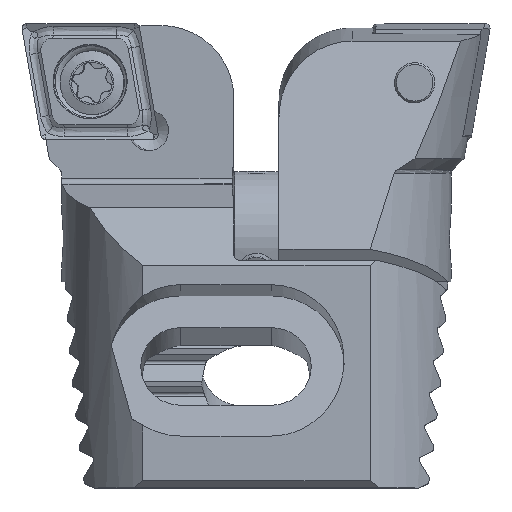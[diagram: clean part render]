
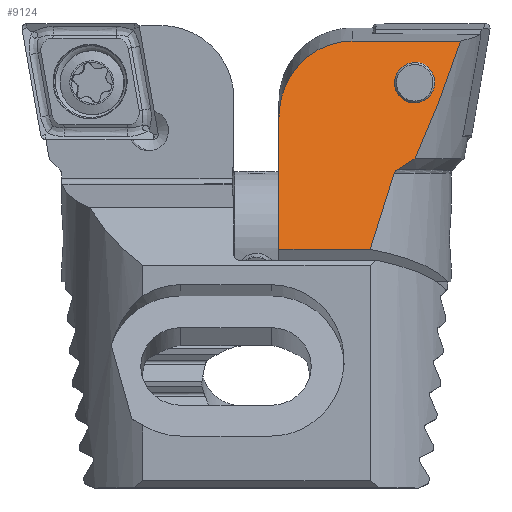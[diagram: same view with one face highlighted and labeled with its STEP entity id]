
A CAD part, top view. The second image highlights one B-rep face of the part: STEP entity #9124.
In plain terms, the highlighted face is planar.
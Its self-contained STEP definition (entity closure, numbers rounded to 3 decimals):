
#151 = CARTESIAN_POINT ( 'NONE',  ( 39., -1.456, -8.417 ) ) ;
#221 = EDGE_CURVE ( 'NONE', #5469, #10558, #10659, .T. ) ;
#229 = ORIENTED_EDGE ( 'NONE', *, *, #1118, .T. ) ;
#291 =( BOUNDED_CURVE ( )  B_SPLINE_CURVE ( 3, ( #11666, #2639, #5293, #6158, #9820, #1561, #4379 ),
 .UNSPECIFIED., .T., .T. ) 
 B_SPLINE_CURVE_WITH_KNOTS ( ( 4, 3, 4 ),
 ( 0., 3.142, 6.283 ),
 .UNSPECIFIED. ) 
 CURVE ( )  GEOMETRIC_REPRESENTATION_ITEM ( )  RATIONAL_B_SPLINE_CURVE ( ( 1., 0.333, 0.333, 1., 0.333, 0.333, 1. ) ) 
 REPRESENTATION_ITEM ( '' )  );
#491 = CARTESIAN_POINT ( 'NONE',  ( 9.923, -18.561, -13. ) ) ;
#510 = ORIENTED_EDGE ( 'NONE', *, *, #6852, .F. ) ;
#573 = CARTESIAN_POINT ( 'NONE',  ( 2.5, -1.456, -8.417 ) ) ;
#656 = ORIENTED_EDGE ( 'NONE', *, *, #3297, .T. ) ;
#771 = ORIENTED_EDGE ( 'NONE', *, *, #221, .T. ) ;
#912 = PLANE ( 'NONE',  #6611 ) ;
#1118 = EDGE_CURVE ( 'NONE', #7601, #7601, #291, .T. ) ;
#1132 = VERTEX_POINT ( 'NONE', #7357 ) ;
#1271 = CARTESIAN_POINT ( 'NONE',  ( 7.211, -11.732, -11.17 ) ) ;
#1273 = CARTESIAN_POINT ( 'NONE',  ( 17.4, -18.561, -13. ) ) ;
#1462 = VECTOR ( 'NONE', #2620, 1000. ) ;
#1560 = ORIENTED_EDGE ( 'NONE', *, *, #5245, .T. ) ;
#1561 = CARTESIAN_POINT ( 'NONE',  ( 9.163, -2.631, -8.732 ) ) ;
#1564 = VERTEX_POINT ( 'NONE', #573 ) ;
#1883 = CARTESIAN_POINT ( 'NONE',  ( 6.232, -11.105, -11.002 ) ) ;
#1989 = CARTESIAN_POINT ( 'NONE',  ( 39., -18.561, -13. ) ) ;
#2102 = CARTESIAN_POINT ( 'NONE',  ( 17.4, -7.707, -10.092 ) ) ;
#2160 = CARTESIAN_POINT ( 'NONE',  ( 6.719, -11.422, -11.087 ) ) ;
#2620 = DIRECTION ( 'NONE',  ( 0., 0.966, 0.259 ) ) ;
#2639 = CARTESIAN_POINT ( 'NONE',  ( 2.694, -3.896, -9.071 ) ) ;
#3089 = CARTESIAN_POINT ( 'NONE',  ( 11.4, -1.456, -8.417 ) ) ;
#3297 = EDGE_CURVE ( 'NONE', #9324, #1132, #10798, .T. ) ;
#4379 = CARTESIAN_POINT ( 'NONE',  ( 5.928, -3.263, -8.901 ) ) ;
#4615 = EDGE_LOOP ( 'NONE', ( #229 ) ) ;
#4622 = CARTESIAN_POINT ( 'NONE',  ( 6.232, -11.105, -11.002 ) ) ;
#4868 = ORIENTED_EDGE ( 'NONE', *, *, #7760, .F. ) ;
#5035 = CARTESIAN_POINT ( 'NONE',  ( 7.71, -12.033, -11.251 ) ) ;
#5162 = FACE_OUTER_BOUND ( 'NONE', #7437, .T. ) ;
#5199 = ORIENTED_EDGE ( 'NONE', *, *, #8210, .T. ) ;
#5245 = EDGE_CURVE ( 'NONE', #8671, #1564, #7234, .T. ) ;
#5293 = CARTESIAN_POINT ( 'NONE',  ( 3.373, -7.135, -9.938 ) ) ;
#5306 = LINE ( 'NONE', #7173, #1462 ) ;
#5358 = CARTESIAN_POINT ( 'NONE',  ( 8.561, -14.594, -11.937 ) ) ;
#5396 = DIRECTION ( 'NONE',  ( 0., -0.966, -0.259 ) ) ;
#5469 = VERTEX_POINT ( 'NONE', #1273 ) ;
#5539 = CARTESIAN_POINT ( 'NONE',  ( 2.5, -1.456, -8.417 ) ) ;
#5577 = CARTESIAN_POINT ( 'NONE',  ( 4.946, -8.294, -10.249 ) ) ;
#5621 = DIRECTION ( 'NONE',  ( -1., 0., 0. ) ) ;
#5874 = CARTESIAN_POINT ( 'NONE',  ( 7.933, -12.255, -11.31 ) ) ;
#6158 = CARTESIAN_POINT ( 'NONE',  ( 6.607, -6.502, -9.769 ) ) ;
#6264 = B_SPLINE_CURVE_WITH_KNOTS ( 'NONE', 3,
 ( #11337, #5874, #6703, #9561, #8489, #5035 ),
 .UNSPECIFIED., .F., .F.,
 ( 4, 2, 4 ),
 ( 0., 0., 0. ),
 .UNSPECIFIED. ) ;
#6531 = DIRECTION ( 'NONE',  ( -1., 0., 0. ) ) ;
#6575 = CARTESIAN_POINT ( 'NONE',  ( 17.4, -4.045, -9.111 ) ) ;
#6611 = AXIS2_PLACEMENT_3D ( 'NONE', #8150, #9919, #5396 ) ;
#6618 = CARTESIAN_POINT ( 'NONE',  ( 11.4, -1.456, -8.417 ) ) ;
#6703 = CARTESIAN_POINT ( 'NONE',  ( 7.899, -12.2, -11.296 ) ) ;
#6793 = CARTESIAN_POINT ( 'NONE',  ( 6.232, -11.105, -11.002 ) ) ;
#6852 = EDGE_CURVE ( 'NONE', #5469, #1132, #5306, .T. ) ;
#6996 = FACE_BOUND ( 'NONE', #4615, .T. ) ;
#7173 = CARTESIAN_POINT ( 'NONE',  ( 17.4, -18.561, -13. ) ) ;
#7188 = CARTESIAN_POINT ( 'NONE',  ( 7.949, -12.316, -11.327 ) ) ;
#7234 =( BOUNDED_CURVE ( )  B_SPLINE_CURVE ( 3, ( #4622, #5577, #7271, #5539 ),
 .UNSPECIFIED., .F., .T. ) 
 B_SPLINE_CURVE_WITH_KNOTS ( ( 4, 4 ),
 ( 3.557, 3.688 ),
 .UNSPECIFIED. ) 
 CURVE ( )  GEOMETRIC_REPRESENTATION_ITEM ( )  RATIONAL_B_SPLINE_CURVE ( ( 1., 0.999, 0.999, 1. ) ) 
 REPRESENTATION_ITEM ( '' )  );
#7271 = CARTESIAN_POINT ( 'NONE',  ( 3.7, -5.073, -9.386 ) ) ;
#7357 = CARTESIAN_POINT ( 'NONE',  ( 17.4, -7.707, -10.092 ) ) ;
#7435 = CARTESIAN_POINT ( 'NONE',  ( 7.71, -12.033, -11.251 ) ) ;
#7437 = EDGE_LOOP ( 'NONE', ( #4868, #656, #510, #771, #5199, #11113, #11529, #1560 ) ) ;
#7531 = CARTESIAN_POINT ( 'NONE',  ( 14.915, -1.456, -8.417 ) ) ;
#7601 = VERTEX_POINT ( 'NONE', #8256 ) ;
#7618 =( BOUNDED_CURVE ( )  B_SPLINE_CURVE ( 3, ( #9660, #10975, #5358, #10023 ),
 .UNSPECIFIED., .F., .T. ) 
 B_SPLINE_CURVE_WITH_KNOTS ( ( 4, 4 ),
 ( 3.764, 3.926 ),
 .UNSPECIFIED. ) 
 CURVE ( )  GEOMETRIC_REPRESENTATION_ITEM ( )  RATIONAL_B_SPLINE_CURVE ( ( 1., 0.998, 0.998, 1. ) ) 
 REPRESENTATION_ITEM ( '' )  );
#7760 = EDGE_CURVE ( 'NONE', #9324, #1564, #8344, .T. ) ;
#8150 = CARTESIAN_POINT ( 'NONE',  ( 39., -1.456, -8.417 ) ) ;
#8210 = EDGE_CURVE ( 'NONE', #10558, #9724, #7618, .T. ) ;
#8256 = CARTESIAN_POINT ( 'NONE',  ( 5.928, -3.263, -8.901 ) ) ;
#8344 = LINE ( 'NONE', #151, #9333 ) ;
#8489 = CARTESIAN_POINT ( 'NONE',  ( 7.765, -12.066, -11.26 ) ) ;
#8671 = VERTEX_POINT ( 'NONE', #1883 ) ;
#9124 = ADVANCED_FACE ( 'NONE', ( #6996, #5162 ), #912, .F. ) ;
#9324 = VERTEX_POINT ( 'NONE', #3089 ) ;
#9333 = VECTOR ( 'NONE', #5621, 1000. ) ;
#9561 = CARTESIAN_POINT ( 'NONE',  ( 7.815, -12.106, -11.27 ) ) ;
#9660 = CARTESIAN_POINT ( 'NONE',  ( 9.923, -18.561, -13. ) ) ;
#9724 = VERTEX_POINT ( 'NONE', #7188 ) ;
#9820 = CARTESIAN_POINT ( 'NONE',  ( 9.842, -5.869, -9.599 ) ) ;
#9855 = VERTEX_POINT ( 'NONE', #11142 ) ;
#9919 = DIRECTION ( 'NONE',  ( 0., -0.259, 0.966 ) ) ;
#9926 = EDGE_CURVE ( 'NONE', #9855, #8671, #11427, .T. ) ;
#10023 = CARTESIAN_POINT ( 'NONE',  ( 7.949, -12.316, -11.327 ) ) ;
#10558 = VERTEX_POINT ( 'NONE', #491 ) ;
#10659 = LINE ( 'NONE', #1989, #11822 ) ;
#10798 =( BOUNDED_CURVE ( )  B_SPLINE_CURVE ( 3, ( #6618, #7531, #6575, #2102 ),
 .UNSPECIFIED., .F., .T. ) 
 B_SPLINE_CURVE_WITH_KNOTS ( ( 4, 4 ),
 ( 0., 1.571 ),
 .UNSPECIFIED. ) 
 CURVE ( )  GEOMETRIC_REPRESENTATION_ITEM ( )  RATIONAL_B_SPLINE_CURVE ( ( 1., 0.805, 0.805, 1. ) ) 
 REPRESENTATION_ITEM ( '' )  );
#10975 = CARTESIAN_POINT ( 'NONE',  ( 9.22, -16.68, -12.496 ) ) ;
#11055 = EDGE_CURVE ( 'NONE', #9724, #9855, #6264, .T. ) ;
#11113 = ORIENTED_EDGE ( 'NONE', *, *, #11055, .T. ) ;
#11142 = CARTESIAN_POINT ( 'NONE',  ( 7.71, -12.033, -11.251 ) ) ;
#11337 = CARTESIAN_POINT ( 'NONE',  ( 7.949, -12.316, -11.327 ) ) ;
#11427 = B_SPLINE_CURVE_WITH_KNOTS ( 'NONE', 3,
 ( #7435, #1271, #2160, #6793 ),
 .UNSPECIFIED., .F., .F.,
 ( 4, 4 ),
 ( 0., 0.002 ),
 .UNSPECIFIED. ) ;
#11529 = ORIENTED_EDGE ( 'NONE', *, *, #9926, .T. ) ;
#11666 = CARTESIAN_POINT ( 'NONE',  ( 5.928, -3.263, -8.901 ) ) ;
#11822 = VECTOR ( 'NONE', #6531, 1000. ) ;
